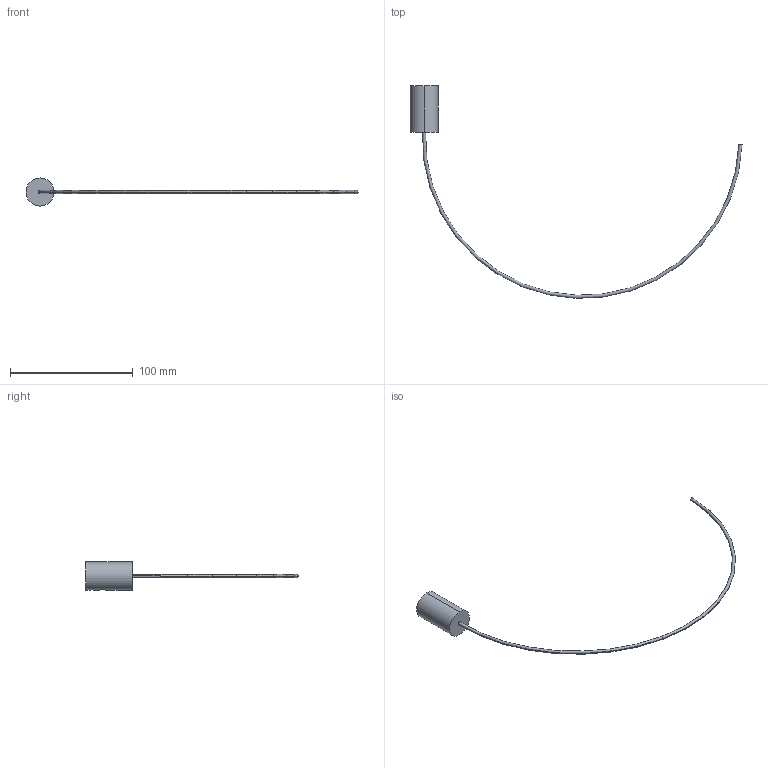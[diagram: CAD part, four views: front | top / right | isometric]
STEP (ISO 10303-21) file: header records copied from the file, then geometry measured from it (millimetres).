
FILE_DESCRIPTION (( 'STEP AP203' ), '1' );
FILE_NAME ('A7321-1-CN.STEP', '2019-06-12T13:07:05', ( '' ), ( '' ), 'SwSTEP 2.0', 'SolidWorks 2019', '' );
FILE_SCHEMA (( 'CONFIG_CONTROL_DESIGN' ));
Length unit declared in the file: inch
Products named in the file (1): A7321-1-CN
Bounding box: 270.81 x 173.47 x 22.86 mm (x, y, z)
Volume: 12485.5 mm3; surface area: 8328.5 mm2
Topology: 1 solids, 1 shells, 47 faces, 131 edges, 82 vertices
Faces by surface type: plane 22, cylinder 20, torus 3, cone 2
Entity records: 1837 total; most frequent: CARTESIAN_POINT 572, ORIENTED_EDGE 262, DIRECTION 240, EDGE_CURVE 131, AXIS2_PLACEMENT_3D 90, VERTEX_POINT 82, VECTOR 60, LINE 60
